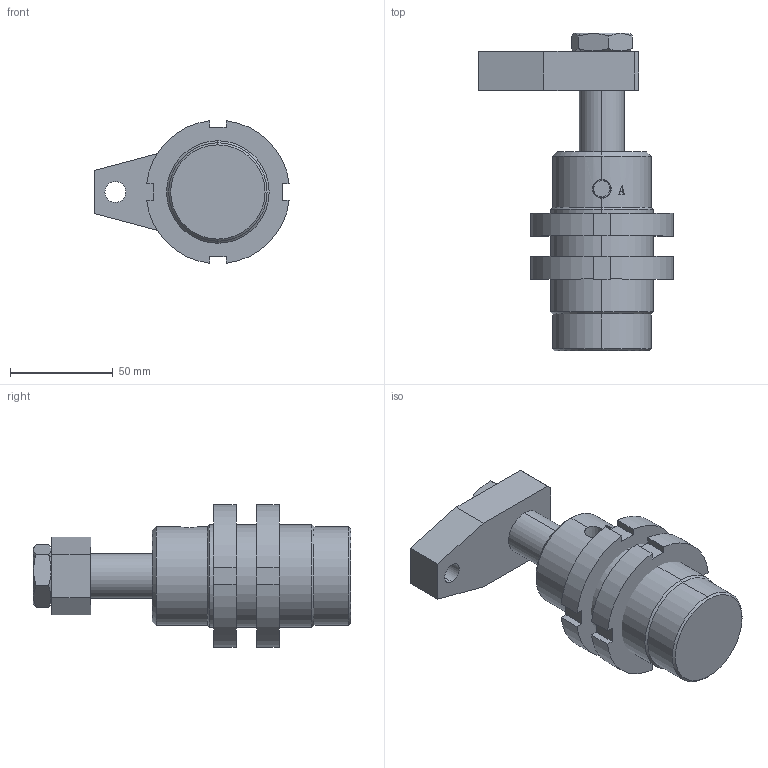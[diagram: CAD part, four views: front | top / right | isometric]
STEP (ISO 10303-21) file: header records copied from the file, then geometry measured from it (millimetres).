
FILE_DESCRIPTION (( 'STEP AP203' ), '1' );
FILE_NAME ('HNFT-32A.STEP', '2019-10-12T07:43:41', ( '微软用户' ), ( '微软中国' ), 'SwSTEP 2.0', 'SolidWorks 2012', '' );
FILE_SCHEMA (( 'CONFIG_CONTROL_DESIGN' ));
Length unit declared in the file: millimetre
Products named in the file (6): HNFT-32A掛极; 32A-S活塞杆; 32A蹟譫; 32等旋; hex thin nuts grades ab gb_GB_FASTENER_NUT_STNABTT  B M18X1.5-N; HNFT-32A
Assembly tree (6 placements, depth 2):
  HNFT-32A
    HNFT-32A掛极
    32A-S活塞杆
    32A蹟譫  x2
    32等旋
    hex thin nuts grades ab gb_GB_FASTENER_NUT_STNABTT  B M18X1.5-N
Bounding box: 94.77 x 155 x 69.54 mm (x, y, z)
Volume: 290308.1 mm3; surface area: 54194 mm2
Topology: 6 solids, 6 shells, 144 faces, 347 edges, 222 vertices
Faces by surface type: plane 76, cylinder 36, cone 26, bspline 4, torus 2
Entity records: 4653 total; most frequent: CARTESIAN_POINT 1124, DIRECTION 611, ORIENTED_EDGE 586, EDGE_CURVE 293, AXIS2_PLACEMENT_3D 229, VERTEX_POINT 186, LINE 153, VECTOR 153
